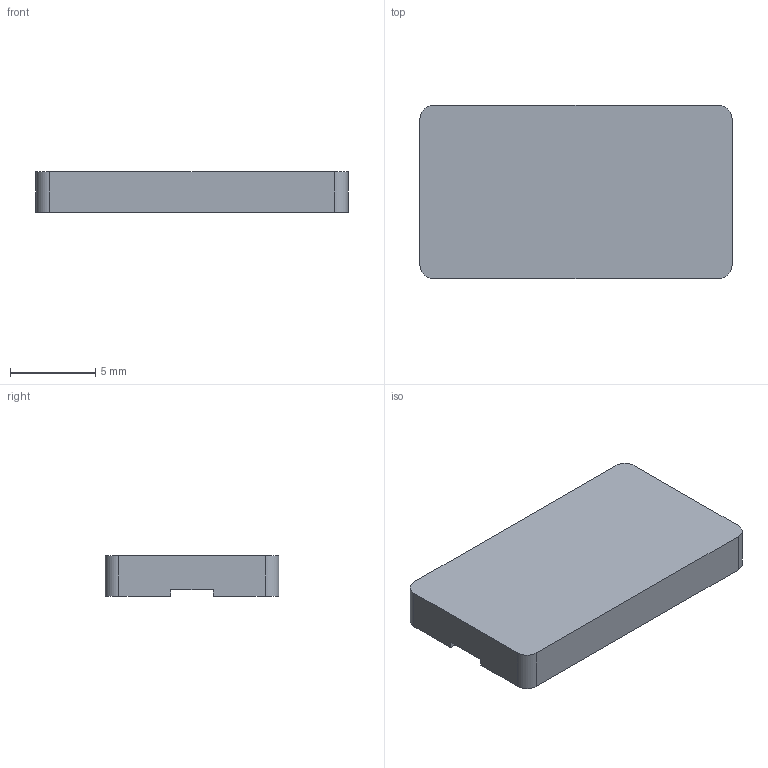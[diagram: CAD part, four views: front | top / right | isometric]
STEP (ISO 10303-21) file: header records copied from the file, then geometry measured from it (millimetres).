
FILE_DESCRIPTION((''),'2;1');
FILE_NAME('CORE_FERROXCUBE_PLT18-10-2-S.stp','2010-03-02T16:38:02',(''),(''),'Mechanical Desktop 2010','Mechanical Desktop 2010',', , ');
FILE_SCHEMA(('AUTOMOTIVE_DESIGN { 1 2 10303 214 1 1 1 1 }'));
Length unit declared in the file: millimetre
Products named in the file (1): Product
Bounding box: 18.35 x 10.2 x 2.4 mm (x, y, z)
Volume: 429.5 mm3; surface area: 519.7 mm2
Topology: 1 solids, 1 shells, 14 faces, 37 edges, 26 vertices
Faces by surface type: plane 10, cylinder 4
Entity records: 486 total; most frequent: CARTESIAN_POINT 77, DIRECTION 75, ORIENTED_EDGE 72, EDGE_CURVE 36, VECTOR 29, LINE 29, VERTEX_POINT 24, AXIS2_PLACEMENT_3D 23
